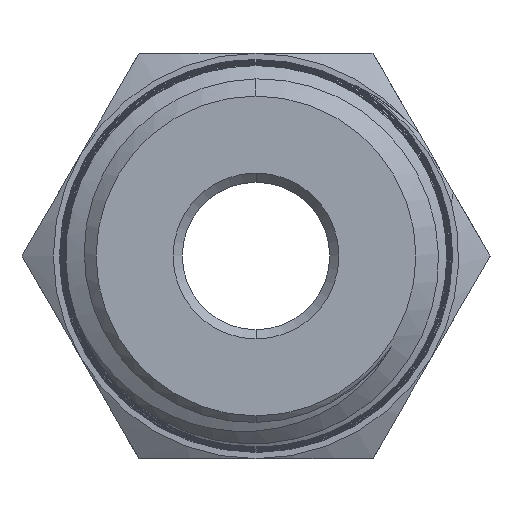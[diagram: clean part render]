
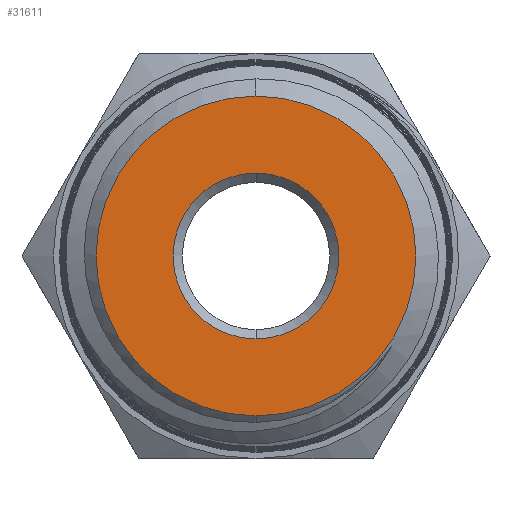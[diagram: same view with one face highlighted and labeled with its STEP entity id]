
A CAD part, front view. The second image highlights one B-rep face of the part: STEP entity #31611.
In plain terms, the highlighted planar face has unit normal (0, -1, 0).
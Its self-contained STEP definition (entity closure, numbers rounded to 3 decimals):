
#97 = VERTEX_POINT ( 'NONE', #45833 ) ;
#280 = ORIENTED_EDGE ( 'NONE', *, *, #4770, .T. ) ;
#3741 = CIRCLE ( 'NONE', #41491, 8.68 ) ;
#4770 = EDGE_CURVE ( 'NONE', #19870, #41308, #3741, .T. ) ;
#5699 = AXIS2_PLACEMENT_3D ( 'NONE', #46514, #20657, #50867 ) ;
#7413 = CARTESIAN_POINT ( 'NONE',  ( 0., -15., 0. ) ) ;
#9144 = CARTESIAN_POINT ( 'NONE',  ( 0., -15., -8.68 ) ) ;
#11926 = CARTESIAN_POINT ( 'NONE',  ( 0., -15., 0. ) ) ;
#14689 = CIRCLE ( 'NONE', #40482, 4.5 ) ;
#16257 = DIRECTION ( 'NONE',  ( 0., 0., 1. ) ) ;
#16798 = CARTESIAN_POINT ( 'NONE',  ( 0., -15., 0. ) ) ;
#19870 = VERTEX_POINT ( 'NONE', #31499 ) ;
#20434 = DIRECTION ( 'NONE',  ( 0., 0., -1. ) ) ;
#20657 = DIRECTION ( 'NONE',  ( 0., 1., 0. ) ) ;
#20887 = AXIS2_PLACEMENT_3D ( 'NONE', #7413, #46295, #20434 ) ;
#21148 = DIRECTION ( 'NONE',  ( 0., 0., -1. ) ) ;
#22668 = CARTESIAN_POINT ( 'NONE',  ( 0., -15., 0. ) ) ;
#22682 = EDGE_LOOP ( 'NONE', ( #280, #31432 ) ) ;
#22835 = ORIENTED_EDGE ( 'NONE', *, *, #48521, .T. ) ;
#24456 = EDGE_LOOP ( 'NONE', ( #22835, #37440 ) ) ;
#25597 = CIRCLE ( 'NONE', #5699, 4.5 ) ;
#27006 = DIRECTION ( 'NONE',  ( -1., 0., 0. ) ) ;
#27385 = EDGE_CURVE ( 'NONE', #19870, #41308, #53395, .T. ) ;
#31432 = ORIENTED_EDGE ( 'NONE', *, *, #27385, .F. ) ;
#31499 = CARTESIAN_POINT ( 'NONE',  ( 0., -15., 8.68 ) ) ;
#31611 = ADVANCED_FACE ( 'NONE', ( #48589, #38490 ), #41949, .T. ) ;
#37440 = ORIENTED_EDGE ( 'NONE', *, *, #37798, .T. ) ;
#37798 = EDGE_CURVE ( 'NONE', #97, #54847, #14689, .T. ) ;
#38490 = FACE_OUTER_BOUND ( 'NONE', #22682, .T. ) ;
#40482 = AXIS2_PLACEMENT_3D ( 'NONE', #16798, #47010, #21148 ) ;
#41011 = CARTESIAN_POINT ( 'NONE',  ( 0., -15., -4.5 ) ) ;
#41308 = VERTEX_POINT ( 'NONE', #9144 ) ;
#41491 = AXIS2_PLACEMENT_3D ( 'NONE', #11926, #42136, #16257 ) ;
#41949 = PLANE ( 'NONE',  #20887 ) ;
#42136 = DIRECTION ( 'NONE',  ( 0., -1., 0. ) ) ;
#45833 = CARTESIAN_POINT ( 'NONE',  ( 0., -15., 4.5 ) ) ;
#46295 = DIRECTION ( 'NONE',  ( 0., -1., 0. ) ) ;
#46514 = CARTESIAN_POINT ( 'NONE',  ( 0., -15., 0. ) ) ;
#46521 = AXIS2_PLACEMENT_3D ( 'NONE', #22668, #52854, #27006 ) ;
#47010 = DIRECTION ( 'NONE',  ( 0., 1., 0. ) ) ;
#48521 = EDGE_CURVE ( 'NONE', #54847, #97, #25597, .T. ) ;
#48589 = FACE_BOUND ( 'NONE', #24456, .T. ) ;
#50867 = DIRECTION ( 'NONE',  ( 0., 0., -1. ) ) ;
#52854 = DIRECTION ( 'NONE',  ( 0., 1., 0. ) ) ;
#53395 = CIRCLE ( 'NONE', #46521, 8.68 ) ;
#54847 = VERTEX_POINT ( 'NONE', #41011 ) ;
